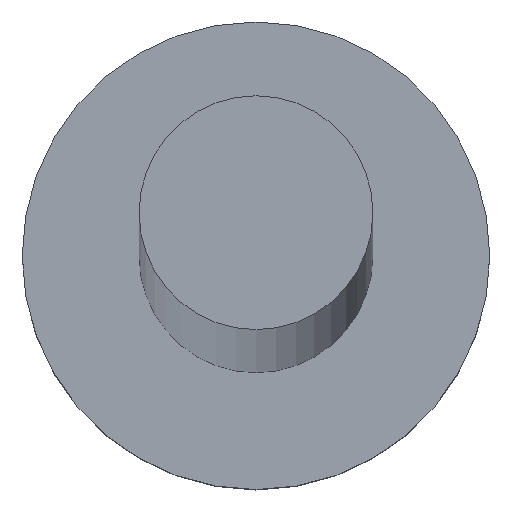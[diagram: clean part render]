
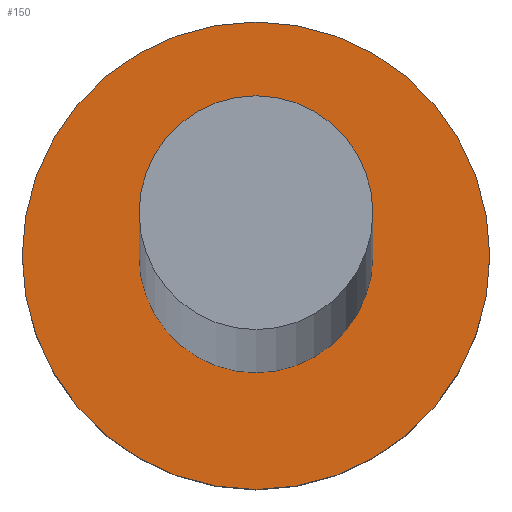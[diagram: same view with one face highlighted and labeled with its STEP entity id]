
A CAD part, top view. The second image highlights one B-rep face of the part: STEP entity #150.
In plain terms, the highlighted planar face has unit normal (0, 0, 1).
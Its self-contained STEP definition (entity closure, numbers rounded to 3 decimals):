
#3 = AXIS2_PLACEMENT_3D ( 'NONE', #233, #133, #116 ) ;
#15 = CARTESIAN_POINT ( 'NONE',  ( 0., 0., 1.5 ) ) ;
#22 = EDGE_LOOP ( 'NONE', ( #58, #140 ) ) ;
#40 = VERTEX_POINT ( 'NONE', #209 ) ;
#46 = FACE_OUTER_BOUND ( 'NONE', #22, .T. ) ;
#47 = CARTESIAN_POINT ( 'NONE',  ( 0., 0., 1.5 ) ) ;
#48 = DIRECTION ( 'NONE',  ( 1., 0., 0. ) ) ;
#58 = ORIENTED_EDGE ( 'NONE', *, *, #155, .T. ) ;
#76 = EDGE_CURVE ( 'NONE', #179, #185, #113, .T. ) ;
#84 = DIRECTION ( 'NONE',  ( 1., 0., 0. ) ) ;
#90 = DIRECTION ( 'NONE',  ( 0., 0., 1. ) ) ;
#105 = EDGE_CURVE ( 'NONE', #162, #40, #109, .T. ) ;
#108 = PLANE ( 'NONE',  #170 ) ;
#109 = CIRCLE ( 'NONE', #178, 0.75 ) ;
#113 = CIRCLE ( 'NONE', #146, 1.5 ) ;
#115 = CIRCLE ( 'NONE', #3, 0.75 ) ;
#116 = DIRECTION ( 'NONE',  ( 1., 0., 0. ) ) ;
#123 = DIRECTION ( 'NONE',  ( 0., 0., 1. ) ) ;
#125 = CARTESIAN_POINT ( 'NONE',  ( 0.75, 0., 1.5 ) ) ;
#127 = CARTESIAN_POINT ( 'NONE',  ( -1.5, 0., 1.5 ) ) ;
#133 = DIRECTION ( 'NONE',  ( 0., 0., 1. ) ) ;
#140 = ORIENTED_EDGE ( 'NONE', *, *, #76, .T. ) ;
#146 = AXIS2_PLACEMENT_3D ( 'NONE', #151, #187, #84 ) ;
#150 = ADVANCED_FACE ( 'NONE', ( #173, #46 ), #108, .T. ) ;
#151 = CARTESIAN_POINT ( 'NONE',  ( 0., 0., 1.5 ) ) ;
#154 = AXIS2_PLACEMENT_3D ( 'NONE', #15, #123, #206 ) ;
#155 = EDGE_CURVE ( 'NONE', #185, #179, #199, .T. ) ;
#157 = ORIENTED_EDGE ( 'NONE', *, *, #230, .F. ) ;
#162 = VERTEX_POINT ( 'NONE', #125 ) ;
#167 = CARTESIAN_POINT ( 'NONE',  ( 1.5, 0., 1.5 ) ) ;
#170 = AXIS2_PLACEMENT_3D ( 'NONE', #47, #191, #48 ) ;
#173 = FACE_BOUND ( 'NONE', #181, .T. ) ;
#178 = AXIS2_PLACEMENT_3D ( 'NONE', #225, #90, #229 ) ;
#179 = VERTEX_POINT ( 'NONE', #167 ) ;
#181 = EDGE_LOOP ( 'NONE', ( #157, #200 ) ) ;
#185 = VERTEX_POINT ( 'NONE', #127 ) ;
#187 = DIRECTION ( 'NONE',  ( 0., 0., 1. ) ) ;
#191 = DIRECTION ( 'NONE',  ( 0., 0., 1. ) ) ;
#199 = CIRCLE ( 'NONE', #154, 1.5 ) ;
#200 = ORIENTED_EDGE ( 'NONE', *, *, #105, .F. ) ;
#206 = DIRECTION ( 'NONE',  ( 1., 0., 0. ) ) ;
#209 = CARTESIAN_POINT ( 'NONE',  ( -0.75, 0., 1.5 ) ) ;
#225 = CARTESIAN_POINT ( 'NONE',  ( 0., 0., 1.5 ) ) ;
#229 = DIRECTION ( 'NONE',  ( 1., 0., 0. ) ) ;
#230 = EDGE_CURVE ( 'NONE', #40, #162, #115, .T. ) ;
#233 = CARTESIAN_POINT ( 'NONE',  ( 0., 0., 1.5 ) ) ;
